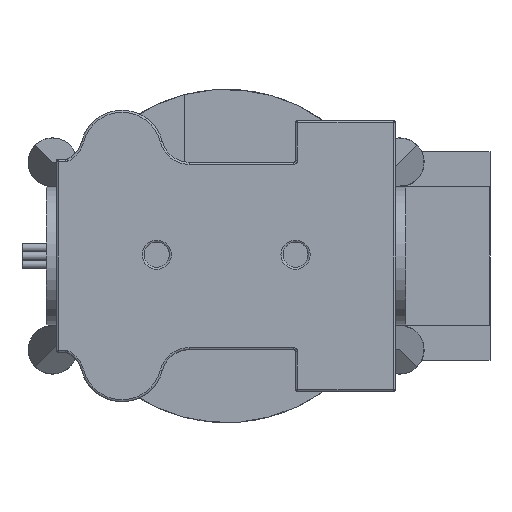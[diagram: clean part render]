
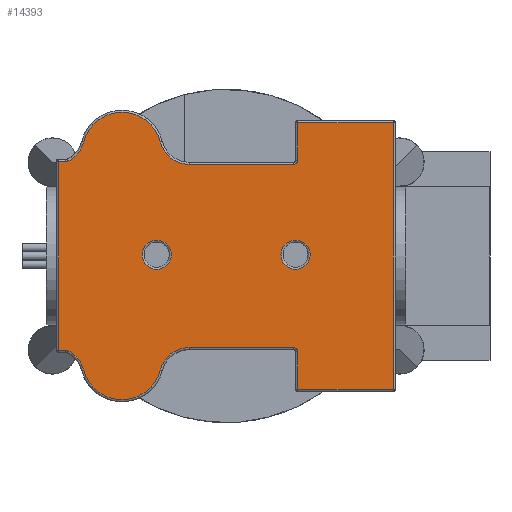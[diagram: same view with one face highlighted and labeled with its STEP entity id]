
A CAD part, front view. The second image highlights one B-rep face of the part: STEP entity #14393.
In plain terms, the highlighted planar face has unit normal (0, -1, 0).
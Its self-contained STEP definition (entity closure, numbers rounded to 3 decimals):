
#484=FACE_BOUND('',#2730,.T.);
#485=FACE_BOUND('',#2731,.T.);
#1007=PLANE('',#16139);
#1831=FACE_OUTER_BOUND('',#2729,.T.);
#2729=EDGE_LOOP('',(#13105,#13106,#13107,#13108,#13109,#13110,#13111,#13112,
#13113,#13114,#13115,#13116,#13117,#13118,#13119,#13120,#13121,#13122,#13123,
#13124));
#2730=EDGE_LOOP('',(#13125));
#2731=EDGE_LOOP('',(#13126));
#3776=LINE('',#26138,#4914);
#3780=LINE('',#26189,#4918);
#3786=LINE('',#26222,#4924);
#3790=LINE('',#26259,#4928);
#3824=LINE('',#26505,#4962);
#3826=LINE('',#26508,#4964);
#3832=LINE('',#26535,#4970);
#3836=LINE('',#26541,#4974);
#3841=LINE('',#26549,#4979);
#3847=LINE('',#26558,#4985);
#4914=VECTOR('',#19885,10.);
#4918=VECTOR('',#19949,10.);
#4924=VECTOR('',#19987,10.);
#4928=VECTOR('',#20031,10.);
#4962=VECTOR('',#20235,10.);
#4964=VECTOR('',#20239,10.);
#4970=VECTOR('',#20275,10.);
#4974=VECTOR('',#20283,10.);
#4979=VECTOR('',#20294,10.);
#4985=VECTOR('',#20306,10.);
#5613=CIRCLE('',#15894,0.6);
#5620=CIRCLE('',#15903,0.6);
#5623=CIRCLE('',#15909,4.3);
#5626=CIRCLE('',#15913,5.7);
#5628=CIRCLE('',#15916,4.3);
#5658=CIRCLE('',#15961,0.6);
#5668=CIRCLE('',#15977,0.6);
#5714=CIRCLE('',#16063,4.3);
#5717=CIRCLE('',#16067,5.7);
#5720=CIRCLE('',#16071,4.3);
#5741=CIRCLE('',#16140,2.1);
#5742=CIRCLE('',#16141,2.1);
#6930=VERTEX_POINT('',#26108);
#6932=VERTEX_POINT('',#26112);
#6937=VERTEX_POINT('',#26124);
#6939=VERTEX_POINT('',#26128);
#6941=VERTEX_POINT('',#26136);
#6943=VERTEX_POINT('',#26142);
#6945=VERTEX_POINT('',#26148);
#6954=VERTEX_POINT('',#26173);
#6957=VERTEX_POINT('',#26180);
#6964=VERTEX_POINT('',#26205);
#6966=VERTEX_POINT('',#26210);
#6974=VERTEX_POINT('',#26233);
#6976=VERTEX_POINT('',#26237);
#6980=VERTEX_POINT('',#26248);
#6984=VERTEX_POINT('',#26263);
#6986=VERTEX_POINT('',#26267);
#6996=VERTEX_POINT('',#26295);
#7032=VERTEX_POINT('',#26518);
#7034=VERTEX_POINT('',#26524);
#7036=VERTEX_POINT('',#26530);
#7056=VERTEX_POINT('',#26719);
#7057=VERTEX_POINT('',#26721);
#8858=EDGE_CURVE('',#6932,#6930,#5613,.T.);
#8865=EDGE_CURVE('',#6939,#6937,#5620,.T.);
#8869=EDGE_CURVE('',#6941,#6939,#3776,.T.);
#8872=EDGE_CURVE('',#6943,#6941,#5623,.T.);
#8875=EDGE_CURVE('',#6945,#6943,#5626,.T.);
#8877=EDGE_CURVE('',#6930,#6945,#5628,.T.);
#8894=EDGE_CURVE('',#6937,#6957,#3780,.T.);
#8910=EDGE_CURVE('',#6957,#6966,#3786,.T.);
#8918=EDGE_CURVE('',#6976,#6974,#5658,.T.);
#8928=EDGE_CURVE('',#6966,#6980,#3790,.T.);
#8933=EDGE_CURVE('',#6986,#6984,#5668,.T.);
#9015=EDGE_CURVE('',#6980,#6996,#3824,.T.);
#9017=EDGE_CURVE('',#6996,#6986,#3826,.T.);
#9024=EDGE_CURVE('',#7032,#6976,#5714,.T.);
#9027=EDGE_CURVE('',#7034,#7032,#5717,.T.);
#9030=EDGE_CURVE('',#7036,#7034,#5720,.T.);
#9032=EDGE_CURVE('',#6984,#7036,#3832,.T.);
#9036=EDGE_CURVE('',#6974,#6964,#3836,.T.);
#9041=EDGE_CURVE('',#6964,#6954,#3841,.T.);
#9047=EDGE_CURVE('',#6954,#6932,#3847,.T.);
#9112=EDGE_CURVE('',#7056,#7056,#5741,.T.);
#9113=EDGE_CURVE('',#7057,#7057,#5742,.T.);
#13105=ORIENTED_EDGE('',*,*,#8933,.F.);
#13106=ORIENTED_EDGE('',*,*,#9017,.F.);
#13107=ORIENTED_EDGE('',*,*,#9015,.F.);
#13108=ORIENTED_EDGE('',*,*,#8928,.F.);
#13109=ORIENTED_EDGE('',*,*,#8910,.F.);
#13110=ORIENTED_EDGE('',*,*,#8894,.F.);
#13111=ORIENTED_EDGE('',*,*,#8865,.F.);
#13112=ORIENTED_EDGE('',*,*,#8869,.F.);
#13113=ORIENTED_EDGE('',*,*,#8872,.F.);
#13114=ORIENTED_EDGE('',*,*,#8875,.F.);
#13115=ORIENTED_EDGE('',*,*,#8877,.F.);
#13116=ORIENTED_EDGE('',*,*,#8858,.F.);
#13117=ORIENTED_EDGE('',*,*,#9047,.F.);
#13118=ORIENTED_EDGE('',*,*,#9041,.F.);
#13119=ORIENTED_EDGE('',*,*,#9036,.F.);
#13120=ORIENTED_EDGE('',*,*,#8918,.F.);
#13121=ORIENTED_EDGE('',*,*,#9024,.F.);
#13122=ORIENTED_EDGE('',*,*,#9027,.F.);
#13123=ORIENTED_EDGE('',*,*,#9030,.F.);
#13124=ORIENTED_EDGE('',*,*,#9032,.F.);
#13125=ORIENTED_EDGE('',*,*,#9112,.F.);
#13126=ORIENTED_EDGE('',*,*,#9113,.F.);
#14393=ADVANCED_FACE('',(#1831,#484,#485),#1007,.T.);
#15894=AXIS2_PLACEMENT_3D('',#26114,#19857,#19858);
#15903=AXIS2_PLACEMENT_3D('',#26130,#19875,#19876);
#15909=AXIS2_PLACEMENT_3D('',#26144,#19891,#19892);
#15913=AXIS2_PLACEMENT_3D('',#26150,#19899,#19900);
#15916=AXIS2_PLACEMENT_3D('',#26153,#19905,#19906);
#15961=AXIS2_PLACEMENT_3D('',#26239,#20005,#20006);
#15977=AXIS2_PLACEMENT_3D('',#26269,#20041,#20042);
#16063=AXIS2_PLACEMENT_3D('',#26520,#20253,#20254);
#16067=AXIS2_PLACEMENT_3D('',#26526,#20261,#20262);
#16071=AXIS2_PLACEMENT_3D('',#26532,#20269,#20270);
#16139=AXIS2_PLACEMENT_3D('',#26718,#20461,#20462);
#16140=AXIS2_PLACEMENT_3D('',#26720,#20463,#20464);
#16141=AXIS2_PLACEMENT_3D('',#26722,#20465,#20466);
#19857=DIRECTION('center_axis',(0.,-1.,0.));
#19858=DIRECTION('ref_axis',(0.224,0.,-0.975));
#19875=DIRECTION('center_axis',(0.,-1.,0.));
#19876=DIRECTION('ref_axis',(0.707,0.,-0.707));
#19885=DIRECTION('',(1.,0.,0.));
#19891=DIRECTION('center_axis',(0.,-1.,0.));
#19892=DIRECTION('ref_axis',(-0.612,0.,-0.791));
#19899=DIRECTION('center_axis',(0.,1.,0.));
#19900=DIRECTION('ref_axis',(0.,0.,
1.));
#19905=DIRECTION('center_axis',(0.,-1.,0.));
#19906=DIRECTION('ref_axis',(0.768,0.,-0.64));
#19949=DIRECTION('',(0.,0.,1.));
#19987=DIRECTION('',(1.,0.,0.));
#20005=DIRECTION('center_axis',(0.,-1.,0.));
#20006=DIRECTION('ref_axis',(0.224,0.,0.975));
#20031=DIRECTION('',(0.,0.,-1.));
#20041=DIRECTION('center_axis',(0.,-1.,0.));
#20042=DIRECTION('ref_axis',(0.707,0.,0.707));
#20235=DIRECTION('',(-1.,0.,0.));
#20239=DIRECTION('',(0.,0.,1.));
#20253=DIRECTION('center_axis',(0.,-1.,0.));
#20254=DIRECTION('ref_axis',(0.768,0.,0.64));
#20261=DIRECTION('center_axis',(0.,1.,0.));
#20262=DIRECTION('ref_axis',(0.,0.,-1.));
#20269=DIRECTION('center_axis',(0.,-1.,0.));
#20270=DIRECTION('ref_axis',(-0.612,0.,0.791));
#20275=DIRECTION('',(-1.,0.,0.));
#20283=DIRECTION('',(-1.,0.,0.));
#20294=DIRECTION('',(0.,0.,1.));
#20306=DIRECTION('',(1.,0.,0.));
#20461=DIRECTION('center_axis',(0.,-1.,0.));
#20462=DIRECTION('ref_axis',(1.,0.,0.));
#20463=DIRECTION('center_axis',(0.,-1.,0.));
#20464=DIRECTION('ref_axis',(1.,0.,0.));
#20465=DIRECTION('center_axis',(0.,-1.,0.));
#20466=DIRECTION('ref_axis',(1.,0.,0.));
#26108=CARTESIAN_POINT('',(-22.806,-9.,13.631));
#26112=CARTESIAN_POINT('',(-23.068,-9.,13.571));
#26114=CARTESIAN_POINT('Origin',(-23.068,-9.,14.171));
#26124=CARTESIAN_POINT('',(10.3,-9.,13.8));
#26128=CARTESIAN_POINT('',(9.7,-9.,13.2));
#26130=CARTESIAN_POINT('Origin',(9.7,-9.,13.8));
#26136=CARTESIAN_POINT('',(-5.318,-9.,13.2));
#26138=CARTESIAN_POINT('',(16.6,-9.,13.2));
#26142=CARTESIAN_POINT('',(-9.481,-9.,16.425));
#26144=CARTESIAN_POINT('Origin',(-5.318,-9.,17.5));
#26148=CARTESIAN_POINT('',(-20.519,-9.,16.425));
#26150=CARTESIAN_POINT('Origin',(-15.,-9.,15.));
#26153=CARTESIAN_POINT('Origin',(-24.682,-9.,17.5));
#26173=CARTESIAN_POINT('',(-24.1,-9.,13.571));
#26180=CARTESIAN_POINT('',(10.3,-9.,19.2));
#26189=CARTESIAN_POINT('',(10.3,-9.,0.662));
#26205=CARTESIAN_POINT('',(-24.1,-9.,-13.571));
#26210=CARTESIAN_POINT('',(24.1,-9.,19.2));
#26222=CARTESIAN_POINT('',(23.8,-9.,19.2));
#26233=CARTESIAN_POINT('',(-23.068,-9.,-13.571));
#26237=CARTESIAN_POINT('',(-22.806,-9.,-13.631));
#26239=CARTESIAN_POINT('Origin',(-23.068,-9.,-14.171));
#26248=CARTESIAN_POINT('',(24.1,-9.,-19.2));
#26259=CARTESIAN_POINT('',(24.1,-9.,-18.838));
#26263=CARTESIAN_POINT('',(9.7,-9.,-13.2));
#26267=CARTESIAN_POINT('',(10.3,-9.,-13.8));
#26269=CARTESIAN_POINT('Origin',(9.7,-9.,-13.8));
#26295=CARTESIAN_POINT('',(10.3,-9.,-19.2));
#26505=CARTESIAN_POINT('',(23.8,-9.,-19.2));
#26508=CARTESIAN_POINT('',(10.3,-9.,-15.838));
#26518=CARTESIAN_POINT('',(-20.519,-9.,-16.425));
#26520=CARTESIAN_POINT('Origin',(-24.682,-9.,-17.5));
#26524=CARTESIAN_POINT('',(-9.481,-9.,-16.425));
#26526=CARTESIAN_POINT('Origin',(-15.,-9.,-15.));
#26530=CARTESIAN_POINT('',(-5.318,-9.,-13.2));
#26532=CARTESIAN_POINT('Origin',(-5.318,-9.,-17.5));
#26535=CARTESIAN_POINT('',(8.941,-9.,-13.2));
#26541=CARTESIAN_POINT('',(0.1,-9.,-13.571));
#26549=CARTESIAN_POINT('',(-24.1,-9.,-2.152));
#26558=CARTESIAN_POINT('',(0.1,-9.,13.571));
#26718=CARTESIAN_POINT('Origin',(23.2,-9.,-18.175));
#26719=CARTESIAN_POINT('',(-10.,-9.,-1.914));
#26720=CARTESIAN_POINT('Origin',(-10.,-9.,0.186));
#26721=CARTESIAN_POINT('',(10.,-9.,-1.914));
#26722=CARTESIAN_POINT('Origin',(10.,-9.,0.186));
